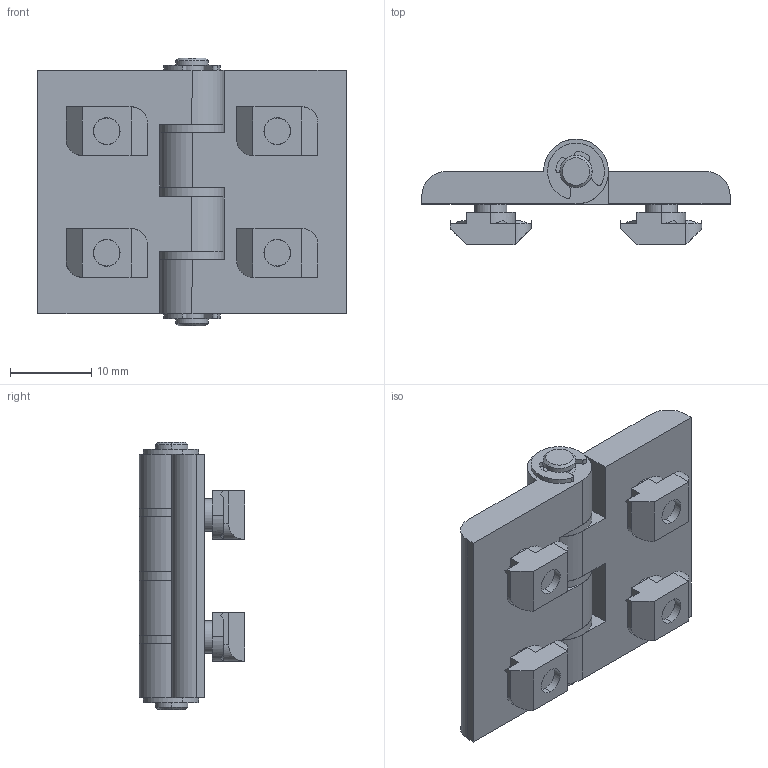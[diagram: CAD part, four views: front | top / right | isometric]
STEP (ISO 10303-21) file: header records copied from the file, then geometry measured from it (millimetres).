
FILE_DESCRIPTION (( 'STEP AP203' ), '1' );
FILE_NAME ('7.22.20.20.ST.STEP', '2014-06-26T00:55:47', ( 'USER' ), ( 'Microsoft' ), 'SwSTEP 2.0', 'SolidWorks 2012', '' );
FILE_SCHEMA (( 'CONFIG_CONTROL_DESIGN' ));
Length unit declared in the file: millimetre
Products named in the file (1): 7.22.20.20.ST
Bounding box: 38 x 13 x 33 mm (x, y, z)
Surface area: 5085 mm2 (no closed solid volume)
Topology: 0 solids, 27 shells, 256 faces, 758 edges, 518 vertices
Faces by surface type: plane 136, cylinder 92, cone 28
Entity records: 8537 total; most frequent: CARTESIAN_POINT 1637, DIRECTION 1506, ORIENTED_EDGE 1230, EDGE_CURVE 750, AXIS2_PLACEMENT_3D 531, VERTEX_POINT 518, VECTOR 444, LINE 444
